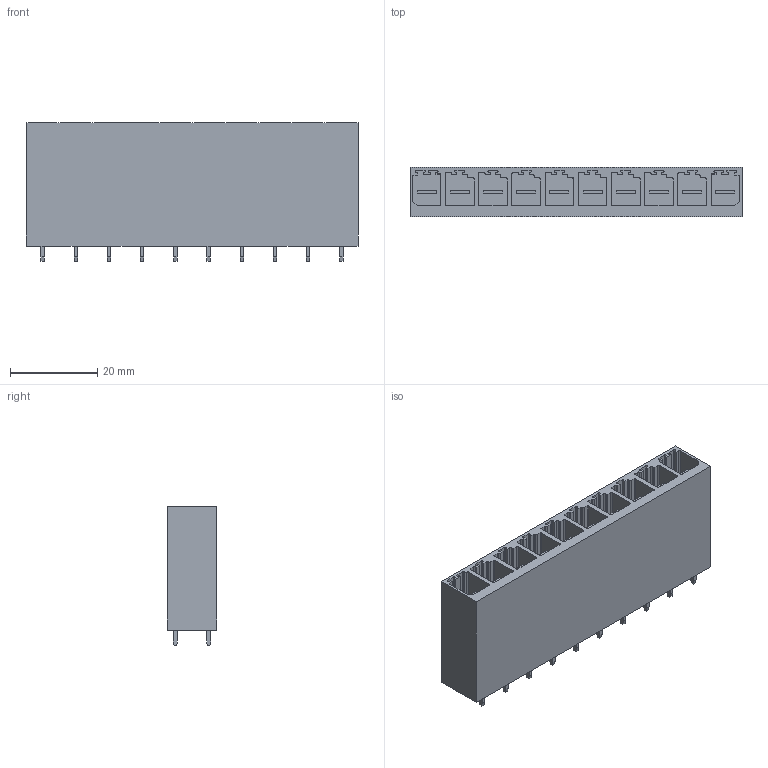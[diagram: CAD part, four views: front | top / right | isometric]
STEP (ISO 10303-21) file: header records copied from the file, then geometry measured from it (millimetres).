
FILE_DESCRIPTION(('CATIA V5 STEP Exchange','CAx-IF Rec.Pracs.--- Model Styling and Organization---1.2---2011-12-15'),'2;1');
FILE_NAME ('D1459406_0_1930680000_1930680000.stp','2018-11-29T03:45:56+00:00',('none'),('Weidmueller'),'CATIA Version 5-6 Release 2014','CATIA V5 STEP AP214','none');
FILE_SCHEMA(('AUTOMOTIVE_DESIGN { 1 0 10303 214 1 1 1 1 }'));
Length unit declared in the file: millimetre
Products named in the file (1): 1930680000
Bounding box: 76.2 x 11.4 x 31.8 mm (x, y, z)
Volume: 17386.7 mm3; surface area: 17398.3 mm2
Topology: 11 solids, 11 shells, 758 faces, 2188 edges, 1452 vertices
Faces by surface type: plane 644, cylinder 114
Entity records: 19501 total; most frequent: ORIENTED_EDGE 4376, CARTESIAN_POINT 3185, DIRECTION 2306, EDGE_CURVE 1778, VECTOR 1570, LINE 1570, VERTEX_POINT 1142, EDGE_LOOP 798
